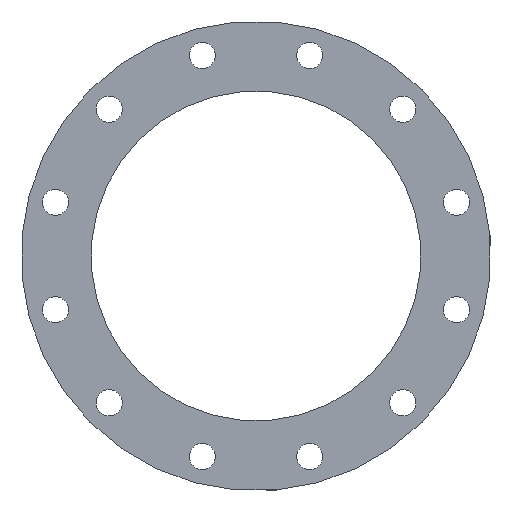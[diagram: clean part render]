
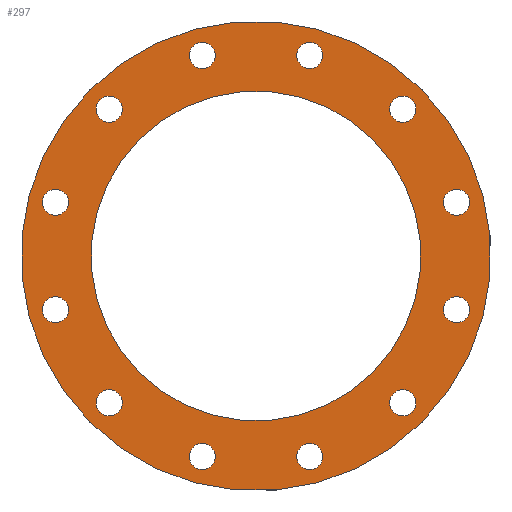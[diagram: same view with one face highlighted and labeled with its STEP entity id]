
A CAD part, left-side view. The second image highlights one B-rep face of the part: STEP entity #297.
In plain terms, the highlighted planar face has unit normal (-1, 0, 0).
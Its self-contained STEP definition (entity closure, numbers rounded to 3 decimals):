
#15=PLANE('',#343);
#31=FACE_BOUND('',#102,.T.);
#32=FACE_BOUND('',#103,.T.);
#33=FACE_BOUND('',#104,.T.);
#34=FACE_BOUND('',#105,.T.);
#35=FACE_BOUND('',#106,.T.);
#36=FACE_BOUND('',#107,.T.);
#37=FACE_BOUND('',#108,.T.);
#38=FACE_BOUND('',#109,.T.);
#39=FACE_BOUND('',#110,.T.);
#40=FACE_BOUND('',#111,.T.);
#41=FACE_BOUND('',#112,.T.);
#42=FACE_BOUND('',#113,.T.);
#43=FACE_BOUND('',#114,.T.);
#71=FACE_OUTER_BOUND('',#101,.T.);
#101=EDGE_LOOP('',(#241));
#102=EDGE_LOOP('',(#242));
#103=EDGE_LOOP('',(#243));
#104=EDGE_LOOP('',(#244));
#105=EDGE_LOOP('',(#245));
#106=EDGE_LOOP('',(#246));
#107=EDGE_LOOP('',(#247));
#108=EDGE_LOOP('',(#248));
#109=EDGE_LOOP('',(#249));
#110=EDGE_LOOP('',(#250));
#111=EDGE_LOOP('',(#251));
#112=EDGE_LOOP('',(#252));
#113=EDGE_LOOP('',(#253));
#114=EDGE_LOOP('',(#254));
#130=CIRCLE('',#303,11.);
#132=CIRCLE('',#306,11.);
#134=CIRCLE('',#309,11.);
#136=CIRCLE('',#312,11.);
#138=CIRCLE('',#315,11.);
#140=CIRCLE('',#318,11.);
#142=CIRCLE('',#321,11.);
#144=CIRCLE('',#324,11.);
#146=CIRCLE('',#327,11.);
#148=CIRCLE('',#330,11.);
#150=CIRCLE('',#333,11.);
#152=CIRCLE('',#336,11.);
#154=CIRCLE('',#339,139.);
#155=CIRCLE('',#341,198.);
#158=VERTEX_POINT('',#439);
#160=VERTEX_POINT('',#444);
#162=VERTEX_POINT('',#449);
#164=VERTEX_POINT('',#454);
#166=VERTEX_POINT('',#459);
#168=VERTEX_POINT('',#464);
#170=VERTEX_POINT('',#469);
#172=VERTEX_POINT('',#474);
#174=VERTEX_POINT('',#479);
#176=VERTEX_POINT('',#484);
#178=VERTEX_POINT('',#489);
#180=VERTEX_POINT('',#494);
#182=VERTEX_POINT('',#499);
#183=VERTEX_POINT('',#502);
#186=EDGE_CURVE('',#158,#158,#130,.T.);
#188=EDGE_CURVE('',#160,#160,#132,.T.);
#190=EDGE_CURVE('',#162,#162,#134,.T.);
#192=EDGE_CURVE('',#164,#164,#136,.T.);
#194=EDGE_CURVE('',#166,#166,#138,.T.);
#196=EDGE_CURVE('',#168,#168,#140,.T.);
#198=EDGE_CURVE('',#170,#170,#142,.T.);
#200=EDGE_CURVE('',#172,#172,#144,.T.);
#202=EDGE_CURVE('',#174,#174,#146,.T.);
#204=EDGE_CURVE('',#176,#176,#148,.T.);
#206=EDGE_CURVE('',#178,#178,#150,.T.);
#208=EDGE_CURVE('',#180,#180,#152,.T.);
#210=EDGE_CURVE('',#182,#182,#154,.T.);
#211=EDGE_CURVE('',#183,#183,#155,.T.);
#241=ORIENTED_EDGE('',*,*,#211,.F.);
#242=ORIENTED_EDGE('',*,*,#186,.T.);
#243=ORIENTED_EDGE('',*,*,#188,.T.);
#244=ORIENTED_EDGE('',*,*,#190,.T.);
#245=ORIENTED_EDGE('',*,*,#192,.T.);
#246=ORIENTED_EDGE('',*,*,#194,.T.);
#247=ORIENTED_EDGE('',*,*,#196,.T.);
#248=ORIENTED_EDGE('',*,*,#198,.T.);
#249=ORIENTED_EDGE('',*,*,#200,.T.);
#250=ORIENTED_EDGE('',*,*,#202,.T.);
#251=ORIENTED_EDGE('',*,*,#204,.T.);
#252=ORIENTED_EDGE('',*,*,#206,.T.);
#253=ORIENTED_EDGE('',*,*,#208,.T.);
#254=ORIENTED_EDGE('',*,*,#210,.T.);
#297=ADVANCED_FACE('',(#71,#31,#32,#33,#34,#35,#36,#37,#38,#39,#40,#41,
#42,#43),#15,.T.);
#303=AXIS2_PLACEMENT_3D('',#440,#351,#352);
#306=AXIS2_PLACEMENT_3D('',#445,#357,#358);
#309=AXIS2_PLACEMENT_3D('',#450,#363,#364);
#312=AXIS2_PLACEMENT_3D('',#455,#369,#370);
#315=AXIS2_PLACEMENT_3D('',#460,#375,#376);
#318=AXIS2_PLACEMENT_3D('',#465,#381,#382);
#321=AXIS2_PLACEMENT_3D('',#470,#387,#388);
#324=AXIS2_PLACEMENT_3D('',#475,#393,#394);
#327=AXIS2_PLACEMENT_3D('',#480,#399,#400);
#330=AXIS2_PLACEMENT_3D('',#485,#405,#406);
#333=AXIS2_PLACEMENT_3D('',#490,#411,#412);
#336=AXIS2_PLACEMENT_3D('',#495,#417,#418);
#339=AXIS2_PLACEMENT_3D('',#500,#423,#424);
#341=AXIS2_PLACEMENT_3D('',#503,#427,#428);
#343=AXIS2_PLACEMENT_3D('',#506,#431,#432);
#351=DIRECTION('center_axis',(1.,0.,0.));
#352=DIRECTION('ref_axis',(0.,-0.966,0.259));
#357=DIRECTION('center_axis',(1.,0.,0.));
#358=DIRECTION('ref_axis',(0.,-0.707,0.707));
#363=DIRECTION('center_axis',(1.,0.,0.));
#364=DIRECTION('ref_axis',(0.,-0.259,0.966));
#369=DIRECTION('center_axis',(1.,0.,0.));
#370=DIRECTION('ref_axis',(0.,0.259,0.966));
#375=DIRECTION('center_axis',(1.,0.,0.));
#376=DIRECTION('ref_axis',(0.,0.707,0.707));
#381=DIRECTION('center_axis',(1.,0.,0.));
#382=DIRECTION('ref_axis',(0.,0.966,0.259));
#387=DIRECTION('center_axis',(1.,0.,0.));
#388=DIRECTION('ref_axis',(0.,0.966,-0.259));
#393=DIRECTION('center_axis',(1.,0.,0.));
#394=DIRECTION('ref_axis',(0.,0.707,-0.707));
#399=DIRECTION('center_axis',(1.,0.,0.));
#400=DIRECTION('ref_axis',(0.,0.259,-0.966));
#405=DIRECTION('center_axis',(1.,0.,0.));
#406=DIRECTION('ref_axis',(0.,-0.259,-0.966));
#411=DIRECTION('center_axis',(1.,0.,0.));
#412=DIRECTION('ref_axis',(0.,-0.707,-0.707));
#417=DIRECTION('center_axis',(1.,0.,0.));
#418=DIRECTION('ref_axis',(0.,-0.966,-0.259));
#423=DIRECTION('center_axis',(1.,0.,0.));
#424=DIRECTION('ref_axis',(0.,0.259,-0.966));
#427=DIRECTION('center_axis',(1.,0.,0.));
#428=DIRECTION('ref_axis',(0.,0.259,-0.966));
#431=DIRECTION('center_axis',(-1.,0.,0.));
#432=DIRECTION('ref_axis',(0.,-0.259,0.966));
#439=CARTESIAN_POINT('',(-17.,-34.668,-171.884));
#440=CARTESIAN_POINT('Origin',(-17.,-45.293,-169.037));
#444=CARTESIAN_POINT('',(-17.,-115.966,-131.522));
#445=CARTESIAN_POINT('Origin',(-17.,-123.744,-123.744));
#449=CARTESIAN_POINT('',(-17.,-166.19,-55.919));
#450=CARTESIAN_POINT('Origin',(-17.,-169.037,-45.293));
#454=CARTESIAN_POINT('',(-17.,-171.884,34.668));
#455=CARTESIAN_POINT('Origin',(-17.,-169.037,45.293));
#459=CARTESIAN_POINT('',(-17.,-131.522,115.966));
#460=CARTESIAN_POINT('Origin',(-17.,-123.744,123.744));
#464=CARTESIAN_POINT('',(-17.,-55.919,166.19));
#465=CARTESIAN_POINT('Origin',(-17.,-45.293,169.037));
#469=CARTESIAN_POINT('',(-17.,34.668,171.884));
#470=CARTESIAN_POINT('Origin',(-17.,45.293,169.037));
#474=CARTESIAN_POINT('',(-17.,115.966,131.522));
#475=CARTESIAN_POINT('Origin',(-17.,123.744,123.744));
#479=CARTESIAN_POINT('',(-17.,166.19,55.919));
#480=CARTESIAN_POINT('Origin',(-17.,169.037,45.293));
#484=CARTESIAN_POINT('',(-17.,171.884,-34.668));
#485=CARTESIAN_POINT('Origin',(-17.,169.037,-45.293));
#489=CARTESIAN_POINT('',(-17.,131.522,-115.966));
#490=CARTESIAN_POINT('Origin',(-17.,123.744,-123.744));
#494=CARTESIAN_POINT('',(-17.,55.919,-166.19));
#495=CARTESIAN_POINT('Origin',(-17.,45.293,-169.037));
#499=CARTESIAN_POINT('',(-17.,-35.976,134.264));
#500=CARTESIAN_POINT('Origin',(-17.,0.,0.));
#502=CARTESIAN_POINT('',(-17.,-51.246,191.253));
#503=CARTESIAN_POINT('Origin',(-17.,0.,0.));
#506=CARTESIAN_POINT('Origin',(-17.,0.,0.));
